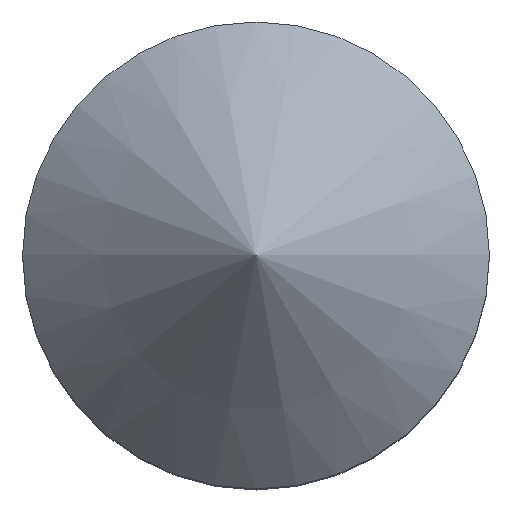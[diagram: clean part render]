
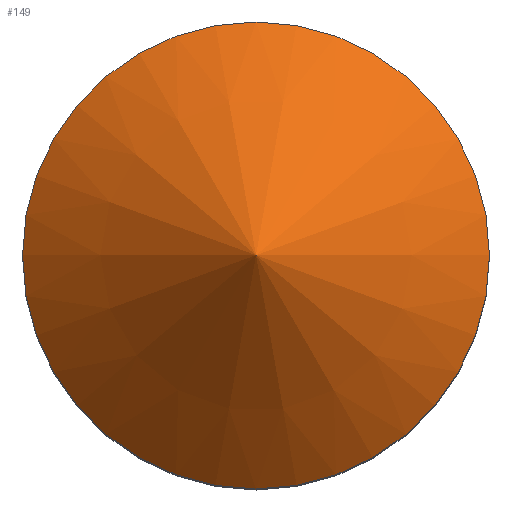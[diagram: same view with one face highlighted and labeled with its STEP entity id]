
A CAD part, top view. The second image highlights one B-rep face of the part: STEP entity #149.
In plain terms, the highlighted conical face has half-angle 49.031 degrees and reference radius 0 mm.
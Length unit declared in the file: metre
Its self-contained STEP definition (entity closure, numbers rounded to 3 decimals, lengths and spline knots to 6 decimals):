
#20=VERTEX_LOOP('',#69);
#22=CONICAL_SURFACE('',#251,0.,0.856);
#37=ORIENTED_EDGE('',*,*,#57,.F.);
#57=EDGE_CURVE('',#68,#68,#80,.T.);
#68=VERTEX_POINT('',#328);
#69=VERTEX_POINT('',#329);
#80=CIRCLE('',#252,0.078176);
#93=EDGE_LOOP('',(#37));
#115=FACE_BOUND('',#93,.T.);
#116=FACE_BOUND('',#20,.T.);
#149=ADVANCED_FACE('',(#115,#116),#22,.T.);
#251=AXIS2_PLACEMENT_3D('',#326,#282,#283);
#252=AXIS2_PLACEMENT_3D('',#327,#284,#285);
#282=DIRECTION('',(0.,0.,-1.));
#283=DIRECTION('',(-1.,0.,0.));
#284=DIRECTION('',(0.,0.,-1.));
#285=DIRECTION('',(-1.,0.,0.));
#326=CARTESIAN_POINT('',(0.,0.,0.363091));
#327=CARTESIAN_POINT('',(0.,0.,0.295208));
#328=CARTESIAN_POINT('',(-0.078176,0.,0.295208));
#329=CARTESIAN_POINT('',(0.,0.,0.363091));
